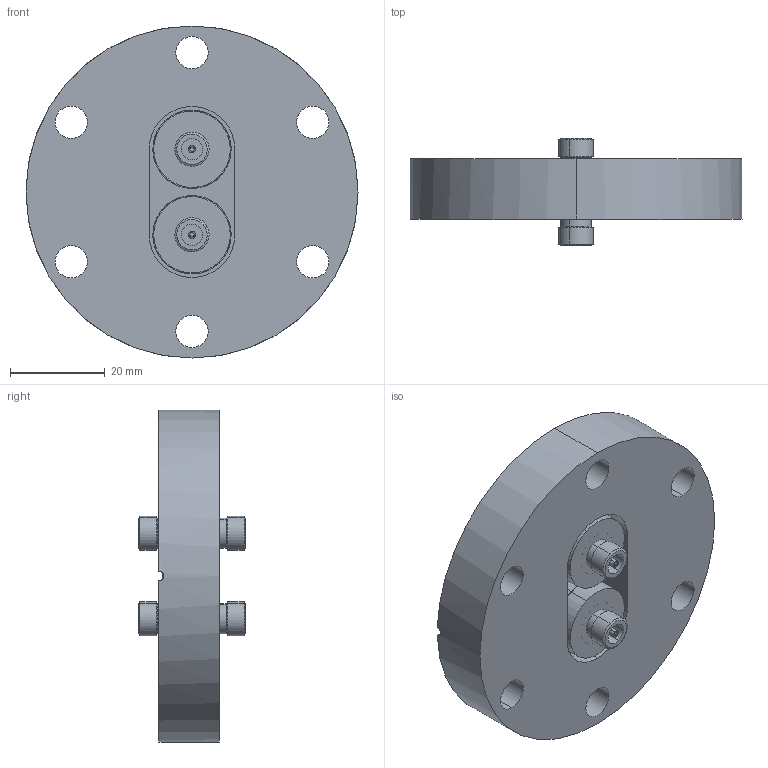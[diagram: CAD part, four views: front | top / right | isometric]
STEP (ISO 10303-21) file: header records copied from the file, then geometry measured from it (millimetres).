
FILE_DESCRIPTION (( 'STEP AP214' ), '1' );
FILE_NAME ('242-SMADF50-C40-2.STEP', '2014-01-29T08:16:15', ( 'allectra' ), ( 'Microsoft' ), 'SwSTEP 2.0', 'SolidWorks 2013', '' );
FILE_SCHEMA (( 'AUTOMOTIVE_DESIGN' ));
Length unit declared in the file: millimetre
Products named in the file (3): 242-SMADF50; 9411-C40-16.5-2_9411-C40-16.5-2; 242-SMADF50-C40-2
Assembly tree (3 placements, depth 2):
  242-SMADF50-C40-2
    9411-C40-16.5-2_9411-C40-16.5-2
    242-SMADF50  x2
Bounding box: 69.9 x 22.5 x 69.9 mm (x, y, z)
Volume: 40078 mm3; surface area: 16451.4 mm2
Topology: 7 solids, 7 shells, 136 faces, 287 edges, 182 vertices
Faces by surface type: cylinder 81, plane 35, cone 20
Entity records: 2669 total; most frequent: DIRECTION 485, CARTESIAN_POINT 467, ORIENTED_EDGE 382, AXIS2_PLACEMENT_3D 206, EDGE_CURVE 191, VERTEX_POINT 122, CIRCLE 114, EDGE_LOOP 113
